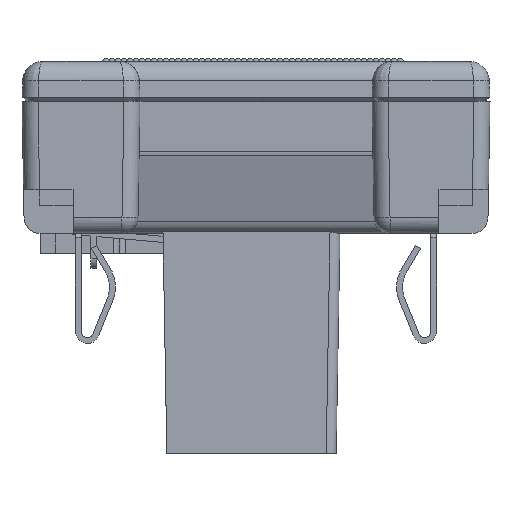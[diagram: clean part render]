
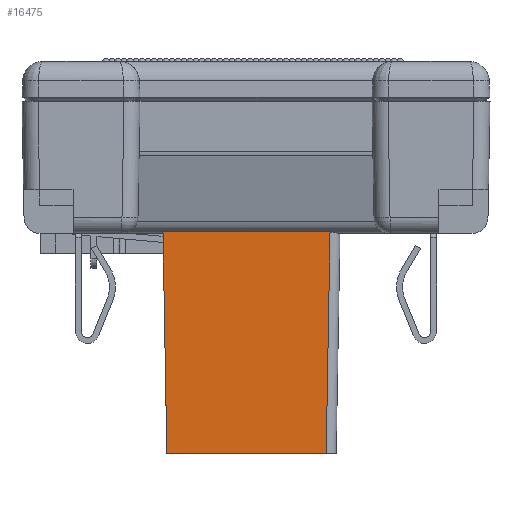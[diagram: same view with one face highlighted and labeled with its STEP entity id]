
A CAD part, front view. The second image highlights one B-rep face of the part: STEP entity #16475.
In plain terms, the highlighted planar face has unit normal (0, -1, -0.018).
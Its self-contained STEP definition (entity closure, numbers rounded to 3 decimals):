
#738=DIRECTION('',(1.,0.,0.));
#739=VECTOR('',#738,7.966);
#740=CARTESIAN_POINT('',(-15.122,-6.504,-19.6));
#741=LINE('16243',#740,#739);
#774=DIRECTION('',(0.017,0.017,-1.));
#775=VECTOR('',#774,11.082);
#776=CARTESIAN_POINT('',(-15.316,-6.698,
-8.521));
#777=LINE('16225',#776,#775);
#3919=DIRECTION('',(-0.017,0.017,-1.));
#3920=VECTOR('',#3919,11.082);
#3921=CARTESIAN_POINT('',(-6.963,-6.698,
-8.521));
#3922=LINE('16251',#3921,#3920);
#3923=DIRECTION('',(-1.,0.,0.));
#3924=VECTOR('',#3923,8.353);
#3925=CARTESIAN_POINT('',(-6.963,-6.698,
-8.521));
#3926=LINE('16250',#3925,#3924);
#3927=CARTESIAN_POINT('',(-15.316,-6.698,
-8.521));
#8824=VERTEX_POINT('',#3927);
#8825=CARTESIAN_POINT('',(-15.122,-6.504,-19.6));
#8826=VERTEX_POINT('',#8825);
#8848=CARTESIAN_POINT('',(-7.156,-6.504,
-19.6));
#8849=VERTEX_POINT('',#8848);
#8858=CARTESIAN_POINT('',(-6.963,-6.698,
-8.521));
#8859=VERTEX_POINT('',#8858);
#16463=CARTESIAN_POINT('',(-22.364,-6.696,-8.6));
#16464=DIRECTION('',(0.,-1.,-0.017));
#16465=DIRECTION('',(0.,-0.017,1.));
#16466=AXIS2_PLACEMENT_3D('',#16463,#16464,#16465);
#16467=PLANE('20410',#16466);
#16468=ORIENTED_EDGE('16243',*,*,#10852,.F.);
#16469=ORIENTED_EDGE('16225',*,*,#10893,.F.);
#16471=ORIENTED_EDGE('16250',*,*,#16470,.F.);
#16472=ORIENTED_EDGE('16251',*,*,#16447,.T.);
#16473=EDGE_LOOP('20410',(#16468,#16469,#16471,#16472));
#16474=FACE_OUTER_BOUND('20410',#16473,.F.);
#16475=ADVANCED_FACE('20410',(#16474),#16467,.T.);
#10852=EDGE_CURVE('16243',#8826,#8849,#741,.T.);
#10893=EDGE_CURVE('16225',#8824,#8826,#777,.T.);
#16447=EDGE_CURVE('16251',#8859,#8849,#3922,.T.);
#16470=EDGE_CURVE('16250',#8859,#8824,#3926,.T.);
